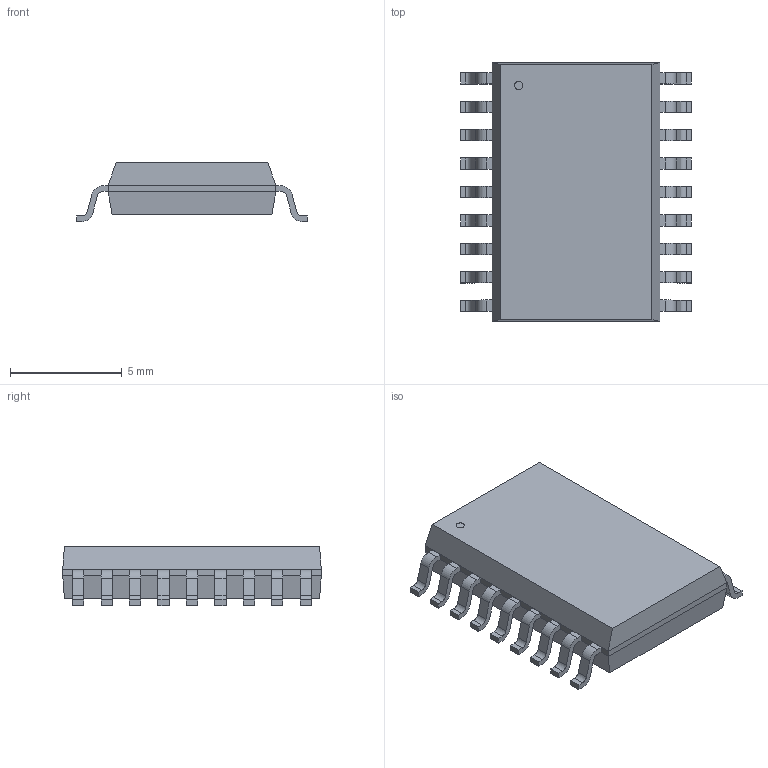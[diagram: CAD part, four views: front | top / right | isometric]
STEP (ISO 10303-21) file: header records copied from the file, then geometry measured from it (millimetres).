
FILE_DESCRIPTION(('STEP AP214'),'1');
FILE_NAME('SOIC18-W_MC_MCH','2022-02-22T20:52:06',(''),(''),'','','');
FILE_SCHEMA(('AUTOMOTIVE_DESIGN'));
Length unit declared in the file: millimetre
Products named in the file (1): product
Bounding box: 10.31 x 11.56 x 2.64 mm (x, y, z)
Volume: 200.2 mm3; surface area: 315.3 mm2
Topology: 20 solids, 20 shells, 269 faces, 679 edges, 450 vertices
Faces by surface type: plane 196, cylinder 73
Full cylindrical faces by diameter (mm): 0.375 x1
Entity records: 7712 total; most frequent: DIRECTION 1366, ORIENTED_EDGE 1356, CARTESIAN_POINT 795, EDGE_CURVE 678, LINE 532, VECTOR 532, VERTEX_POINT 450, AXIS2_PLACEMENT_3D 417
